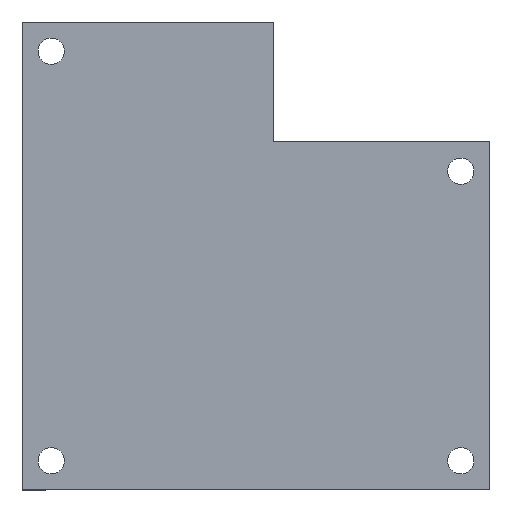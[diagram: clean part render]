
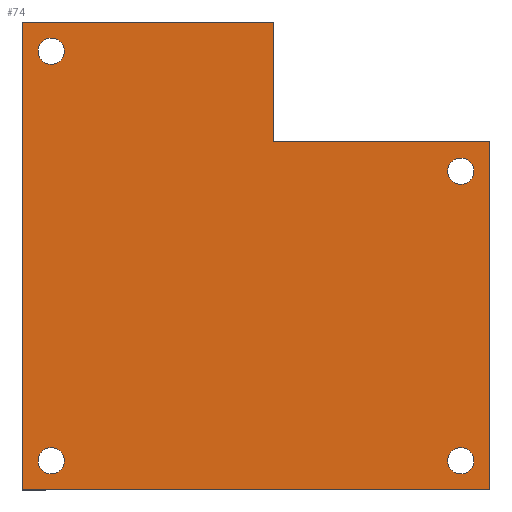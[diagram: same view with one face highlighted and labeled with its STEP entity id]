
A CAD part, top view. The second image highlights one B-rep face of the part: STEP entity #74.
In plain terms, the highlighted planar face has unit normal (0, 0, 1).
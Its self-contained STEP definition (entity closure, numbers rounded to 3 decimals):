
#46=FACE_BOUND('',#104,.T.);
#47=FACE_BOUND('',#105,.T.);
#48=FACE_BOUND('',#106,.T.);
#49=FACE_BOUND('',#107,.T.);
#50=FACE_BOUND('',#108,.T.);
#56=CIRCLE('',#254,2.25);
#58=CIRCLE('',#257,2.25);
#60=CIRCLE('',#260,2.25);
#62=CIRCLE('',#264,2.25);
#74=ADVANCED_FACE('',(#46,#47,#48,#49,#50),#82,.F.);
#82=PLANE('',#267);
#104=EDGE_LOOP('',(#146,#147,#148,#149,#150,#151));
#105=EDGE_LOOP('',(#152));
#106=EDGE_LOOP('',(#153));
#107=EDGE_LOOP('',(#154));
#108=EDGE_LOOP('',(#155));
#146=ORIENTED_EDGE('',*,*,#188,.T.);
#147=ORIENTED_EDGE('',*,*,#192,.T.);
#148=ORIENTED_EDGE('',*,*,#195,.T.);
#149=ORIENTED_EDGE('',*,*,#198,.T.);
#150=ORIENTED_EDGE('',*,*,#201,.T.);
#151=ORIENTED_EDGE('',*,*,#209,.T.);
#152=ORIENTED_EDGE('',*,*,#206,.T.);
#153=ORIENTED_EDGE('',*,*,#204,.F.);
#154=ORIENTED_EDGE('',*,*,#202,.F.);
#155=ORIENTED_EDGE('',*,*,#210,.F.);
#168=VERTEX_POINT('',#334);
#169=VERTEX_POINT('',#336);
#171=VERTEX_POINT('',#342);
#173=VERTEX_POINT('',#348);
#175=VERTEX_POINT('',#354);
#177=VERTEX_POINT('',#360);
#178=VERTEX_POINT('',#364);
#180=VERTEX_POINT('',#369);
#182=VERTEX_POINT('',#374);
#184=VERTEX_POINT('',#382);
#188=EDGE_CURVE('',#169,#168,#214,.T.);
#192=EDGE_CURVE('',#168,#171,#218,.T.);
#195=EDGE_CURVE('',#171,#173,#221,.T.);
#198=EDGE_CURVE('',#173,#175,#224,.T.);
#201=EDGE_CURVE('',#175,#177,#227,.T.);
#202=EDGE_CURVE('',#178,#178,#56,.T.);
#204=EDGE_CURVE('',#180,#180,#58,.T.);
#206=EDGE_CURVE('',#182,#182,#60,.T.);
#209=EDGE_CURVE('',#177,#169,#229,.T.);
#210=EDGE_CURVE('',#184,#184,#62,.T.);
#214=LINE('',#335,#232);
#218=LINE('',#343,#236);
#221=LINE('',#349,#239);
#224=LINE('',#355,#242);
#227=LINE('',#361,#245);
#229=LINE('',#379,#247);
#232=VECTOR('',#273,1.);
#236=VECTOR('',#279,1.);
#239=VECTOR('',#284,1.);
#242=VECTOR('',#289,1.);
#245=VECTOR('',#294,1.);
#247=VECTOR('',#316,1.);
#254=AXIS2_PLACEMENT_3D('',#363,#297,#298);
#257=AXIS2_PLACEMENT_3D('',#368,#303,#304);
#260=AXIS2_PLACEMENT_3D('',#373,#309,#310);
#264=AXIS2_PLACEMENT_3D('',#381,#319,#320);
#267=AXIS2_PLACEMENT_3D('',#386,#325,#326);
#273=DIRECTION('',(0.,-1.,0.));
#279=DIRECTION('',(1.,0.,0.));
#284=DIRECTION('',(0.,1.,0.));
#289=DIRECTION('',(-1.,0.,0.));
#294=DIRECTION('',(0.,1.,0.));
#297=DIRECTION('',(0.,0.,1.));
#298=DIRECTION('',(-1.,0.,0.));
#303=DIRECTION('',(0.,0.,1.));
#304=DIRECTION('',(1.,0.,0.));
#309=DIRECTION('',(0.,0.,-1.));
#310=DIRECTION('',(1.,0.,0.));
#316=DIRECTION('',(-1.,0.,0.));
#319=DIRECTION('',(0.,0.,1.));
#320=DIRECTION('',(1.,0.,0.));
#325=DIRECTION('',(0.,0.,-1.));
#326=DIRECTION('',(-1.,0.,0.));
#334=CARTESIAN_POINT('',(-40.,-40.,1.));
#335=CARTESIAN_POINT('',(-40.,40.,1.));
#336=CARTESIAN_POINT('',(-40.,40.,1.));
#342=CARTESIAN_POINT('',(40.,-40.,1.));
#343=CARTESIAN_POINT('',(-40.,-40.,1.));
#348=CARTESIAN_POINT('',(40.,19.5,1.));
#349=CARTESIAN_POINT('',(40.,-40.,1.));
#354=CARTESIAN_POINT('',(3.,19.5,1.));
#355=CARTESIAN_POINT('',(40.,19.5,1.));
#360=CARTESIAN_POINT('',(3.,40.,1.));
#361=CARTESIAN_POINT('',(3.,19.5,1.));
#363=CARTESIAN_POINT('',(35.,-35.,1.));
#364=CARTESIAN_POINT('',(32.75,-35.,1.));
#368=CARTESIAN_POINT('',(-35.,35.,1.));
#369=CARTESIAN_POINT('',(-32.75,35.,1.));
#373=CARTESIAN_POINT('',(-35.,-35.,1.));
#374=CARTESIAN_POINT('',(-32.75,-35.,1.));
#379=CARTESIAN_POINT('',(3.,40.,1.));
#381=CARTESIAN_POINT('',(35.,14.5,1.));
#382=CARTESIAN_POINT('',(37.25,14.5,1.));
#386=CARTESIAN_POINT('',(-35.,-35.,1.));
